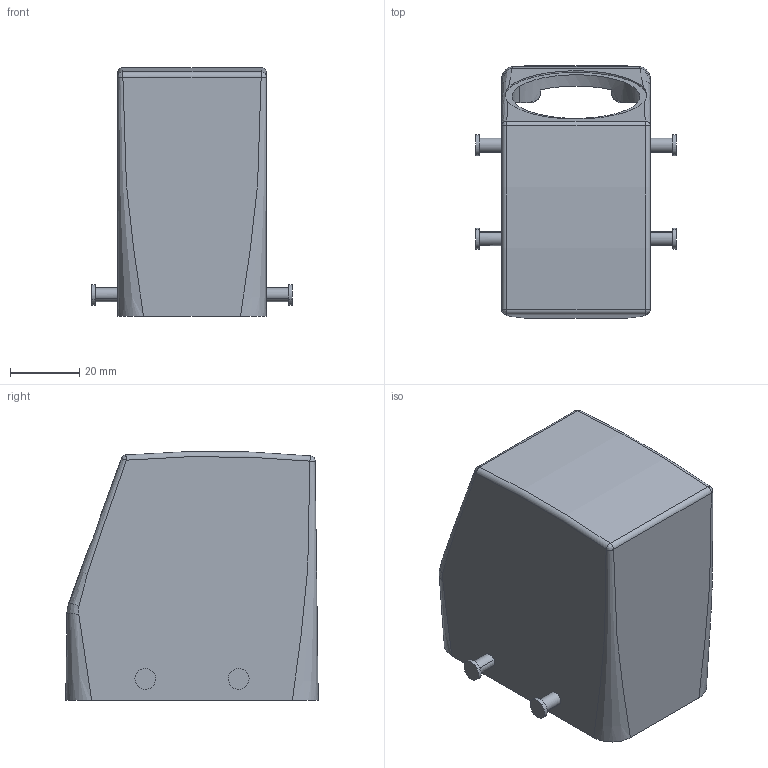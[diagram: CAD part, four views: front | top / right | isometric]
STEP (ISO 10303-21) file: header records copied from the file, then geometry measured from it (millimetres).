
FILE_DESCRIPTION(('CATIA V5 STEP Exchange','CAx-IF Rec.Pracs.--- Model Styling and Organization---1.4--- 2014-01-23'),'2;1');
FILE_NAME ('13122107_2', '2019-07-25T14:11:13+00:00', ('none'), ('Weidmueller'), 'CATIA Version 5-6 Release 2016 SP3 HF44', 'CATIA V5 STEP AP214', 'none');
FILE_SCHEMA(('AUTOMOTIVE_DESIGN { 1 0 10303 214 1 1 1 1 }'));
Length unit declared in the file: millimetre
Products named in the file (1): 1654170000
Bounding box: 58 x 73 x 71.91 mm (x, y, z)
Volume: 62171.6 mm3; surface area: 32500 mm2
Topology: 1 solids, 1 shells, 99 faces, 243 edges, 158 vertices
Faces by surface type: cylinder 41, plane 40, bspline 12, cone 4, torus 2
Entity records: 4241 total; most frequent: CARTESIAN_POINT 2141, ORIENTED_EDGE 486, DIRECTION 302, EDGE_CURVE 243, VERTEX_POINT 158, AXIS2_PLACEMENT_3D 143, EDGE_LOOP 113, VECTOR 101
